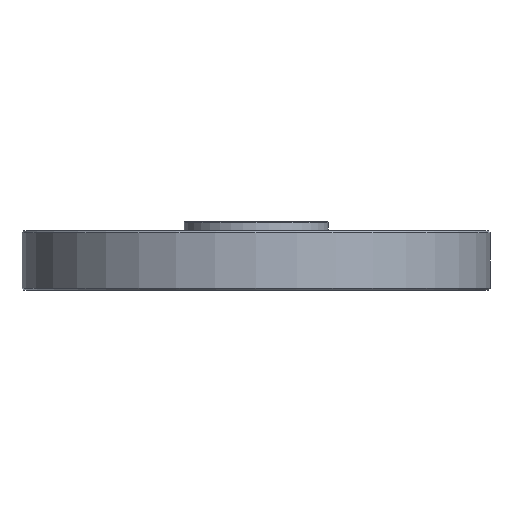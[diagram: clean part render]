
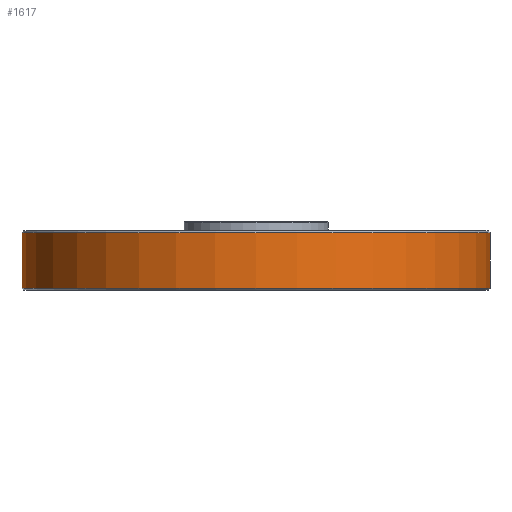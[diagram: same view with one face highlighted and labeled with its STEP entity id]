
A CAD part, front view. The second image highlights one B-rep face of the part: STEP entity #1617.
In plain terms, the highlighted cylindrical face has radius 65 mm (diameter 130 mm), a partial arc.
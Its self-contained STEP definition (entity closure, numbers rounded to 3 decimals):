
#1534=CARTESIAN_POINT('Vertex',(65.,0.,16.)) ;
#1550=CARTESIAN_POINT('Vertex',(-65.,0.,16.)) ;
#1553=CARTESIAN_POINT('Axis2P3D Location',(0.,0.,16.)) ;
#1587=CARTESIAN_POINT('Axis2P3D Location',(0.,0.,8.25)) ;
#1592=CARTESIAN_POINT('Line Origine',(65.,0.,8.25)) ;
#1596=CARTESIAN_POINT('Vertex',(65.,0.,0.5)) ;
#1599=CARTESIAN_POINT('Line Origine',(-65.,0.,8.25)) ;
#1603=CARTESIAN_POINT('Vertex',(-65.,0.,0.5)) ;
#1606=CARTESIAN_POINT('Axis2P3D Location',(0.,0.,0.5)) ;
#1594=VECTOR('Line Direction',#1593,1.) ;
#1601=VECTOR('Line Direction',#1600,1.) ;
#1554=DIRECTION('Axis2P3D Direction',(0.,0.,-1.)) ;
#1588=DIRECTION('Axis2P3D Direction',(0.,0.,-1.)) ;
#1589=DIRECTION('Axis2P3D XDirection',(-1.,0.,0.)) ;
#1593=DIRECTION('Vector Direction',(0.,0.,-1.)) ;
#1600=DIRECTION('Vector Direction',(0.,0.,-1.)) ;
#1607=DIRECTION('Axis2P3D Direction',(0.,0.,-1.)) ;
#1555=AXIS2_PLACEMENT_3D('Circle Axis2P3D',#1553,#1554,$) ;
#1590=AXIS2_PLACEMENT_3D('Cylinder Axis2P3D',#1587,#1588,#1589) ;
#1608=AXIS2_PLACEMENT_3D('Circle Axis2P3D',#1606,#1607,$) ;
#1595=LINE('Line',#1592,#1594) ;
#1602=LINE('Line',#1599,#1601) ;
#1556=CIRCLE('generated circle',#1555,65.) ;
#1609=CIRCLE('generated circle',#1608,65.) ;
#1591=CYLINDRICAL_SURFACE('generated cylinder',#1590,65.) ;
#1557=EDGE_CURVE('',#1535,#1551,#1556,.T.) ;
#1598=EDGE_CURVE('',#1597,#1535,#1595,.F.) ;
#1605=EDGE_CURVE('',#1604,#1551,#1602,.F.) ;
#1610=EDGE_CURVE('',#1597,#1604,#1609,.T.) ;
#1611=EDGE_LOOP('',(#1612,#1613,#1614,#1615)) ;
#1612=ORIENTED_EDGE('',*,*,#1598,.T.) ;
#1613=ORIENTED_EDGE('',*,*,#1557,.T.) ;
#1614=ORIENTED_EDGE('',*,*,#1605,.F.) ;
#1615=ORIENTED_EDGE('',*,*,#1610,.F.) ;
#1535=VERTEX_POINT('',#1534) ;
#1551=VERTEX_POINT('',#1550) ;
#1597=VERTEX_POINT('',#1596) ;
#1604=VERTEX_POINT('',#1603) ;
#1617=ADVANCED_FACE('CALE_PART_VW',(#1616),#1591,.T.) ;
#1616=FACE_OUTER_BOUND('',#1611,.T.) ;
